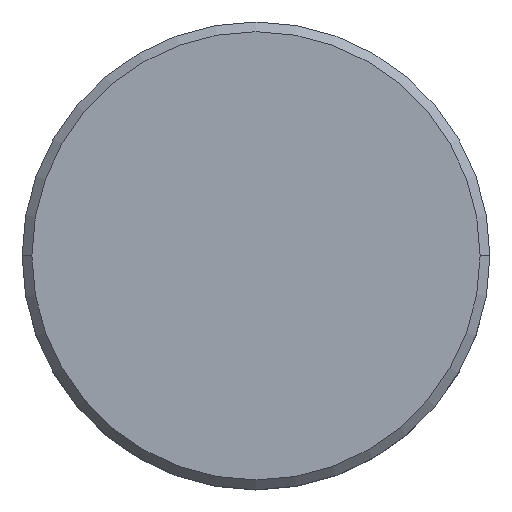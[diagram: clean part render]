
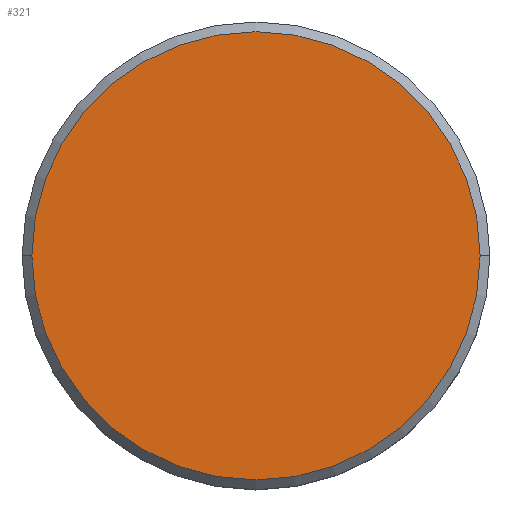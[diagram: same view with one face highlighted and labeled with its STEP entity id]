
A CAD part, top view. The second image highlights one B-rep face of the part: STEP entity #321.
In plain terms, the highlighted planar face has unit normal (0, 0, 1).
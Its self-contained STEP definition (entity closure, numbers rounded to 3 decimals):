
#2 = AXIS2_PLACEMENT_3D ( 'NONE', #310, #447, #386 ) ;
#37 = CARTESIAN_POINT ( 'NONE',  ( 0., 0., 0. ) ) ;
#65 = CARTESIAN_POINT ( 'NONE',  ( -11.5, 0., 0. ) ) ;
#99 = EDGE_CURVE ( 'NONE', #335, #437, #431, .T. ) ;
#155 = ORIENTED_EDGE ( 'NONE', *, *, #332, .T. ) ;
#162 = CARTESIAN_POINT ( 'NONE',  ( 0., 0., 0. ) ) ;
#176 = DIRECTION ( 'NONE',  ( 0., 0., 1. ) ) ;
#183 = AXIS2_PLACEMENT_3D ( 'NONE', #37, #176, #221 ) ;
#202 = PLANE ( 'NONE',  #417 ) ;
#221 = DIRECTION ( 'NONE',  ( 1., 0., 0. ) ) ;
#279 = DIRECTION ( 'NONE',  ( 0., 0., 1. ) ) ;
#306 = DIRECTION ( 'NONE',  ( 1., 0., 0. ) ) ;
#310 = CARTESIAN_POINT ( 'NONE',  ( 0., 0., 0. ) ) ;
#321 = ADVANCED_FACE ( 'NONE', ( #422 ), #202, .T. ) ;
#332 = EDGE_CURVE ( 'NONE', #437, #335, #363, .T. ) ;
#335 = VERTEX_POINT ( 'NONE', #65 ) ;
#363 = CIRCLE ( 'NONE', #2, 11.5 ) ;
#373 = ORIENTED_EDGE ( 'NONE', *, *, #99, .T. ) ;
#386 = DIRECTION ( 'NONE',  ( 1., 0., 0. ) ) ;
#417 = AXIS2_PLACEMENT_3D ( 'NONE', #162, #279, #306 ) ;
#418 = CARTESIAN_POINT ( 'NONE',  ( 11.5, 0., 0. ) ) ;
#422 = FACE_OUTER_BOUND ( 'NONE', #454, .T. ) ;
#431 = CIRCLE ( 'NONE', #183, 11.5 ) ;
#437 = VERTEX_POINT ( 'NONE', #418 ) ;
#447 = DIRECTION ( 'NONE',  ( 0., 0., 1. ) ) ;
#454 = EDGE_LOOP ( 'NONE', ( #373, #155 ) ) ;
